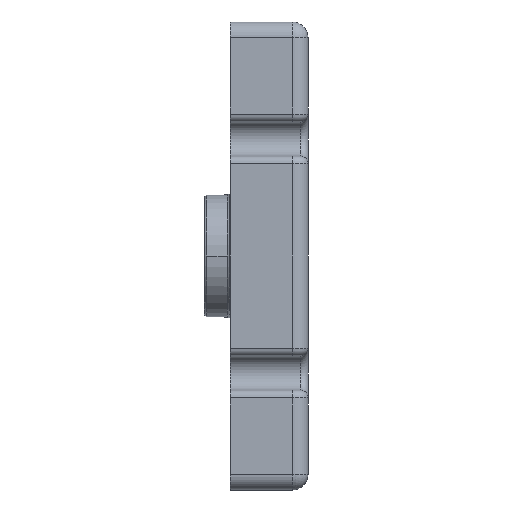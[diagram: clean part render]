
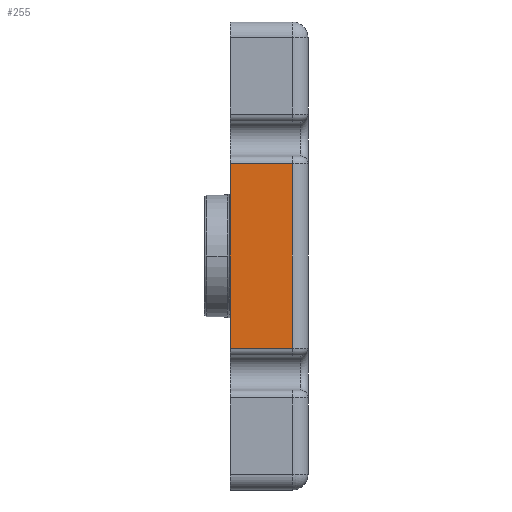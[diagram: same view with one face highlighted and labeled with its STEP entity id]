
A CAD part, left-side view. The second image highlights one B-rep face of the part: STEP entity #255.
In plain terms, the highlighted planar face has unit normal (-1, 0, 0).
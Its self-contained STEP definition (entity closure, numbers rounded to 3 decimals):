
#255=ADVANCED_FACE('',(#628),#629,.T.);
#628=FACE_OUTER_BOUND('',#1108,.T.);
#629=PLANE('',#1109);
#1108=EDGE_LOOP('',(#1871,#1872,#1873,#1874));
#1109=AXIS2_PLACEMENT_3D('',#1875,#1876,#1877);
#1871=ORIENTED_EDGE('',*,*,#3027,.T.);
#1872=ORIENTED_EDGE('',*,*,#2972,.T.);
#1873=ORIENTED_EDGE('',*,*,#3029,.F.);
#1874=ORIENTED_EDGE('',*,*,#3030,.F.);
#1875=CARTESIAN_POINT('',(-45.0,0.0,0.0));
#1876=DIRECTION('',(-1.0,0.0,0.0));
#1877=DIRECTION('',(0.0,0.0,-1.0));
#2972=EDGE_CURVE('',#3604,#3602,#3605,.T.);
#3027=EDGE_CURVE('',#3706,#3604,#3708,.T.);
#3029=EDGE_CURVE('',#3710,#3602,#3711,.T.);
#3030=EDGE_CURVE('',#3706,#3710,#3712,.T.);
#3602=VERTEX_POINT('',#4410);
#3604=VERTEX_POINT('',#4412);
#3605=LINE('',#4413,#4414);
#3706=VERTEX_POINT('',#4540);
#3708=LINE('',#4542,#4543);
#3710=VERTEX_POINT('',#4545);
#3711=LINE('',#4546,#4547);
#3712=LINE('',#4548,#4549);
#4410=CARTESIAN_POINT('',(-45.0,0.0,-17.7));
#4412=CARTESIAN_POINT('',(-45.0,0.0,17.7));
#4413=CARTESIAN_POINT('',(-45.0,0.0,42.0));
#4414=VECTOR('',#5238,1.0);
#4540=CARTESIAN_POINT('',(-45.0,-12.0,17.7));
#4542=CARTESIAN_POINT('',(-45.0,-6.0,17.7));
#4543=VECTOR('',#5345,1.0);
#4545=CARTESIAN_POINT('',(-45.0,-12.0,-17.7));
#4546=CARTESIAN_POINT('',(-45.0,-6.0,-17.7));
#4547=VECTOR('',#5346,1.0);
#4548=CARTESIAN_POINT('',(-45.0,-12.0,0.0));
#4549=VECTOR('',#5347,1.0);
#5238=DIRECTION('',(0.0,0.0,-1.0));
#5345=DIRECTION('',(-0.0,1.0,0.0));
#5346=DIRECTION('',(-0.0,1.0,0.0));
#5347=DIRECTION('',(-0.0,0.0,-1.0));
